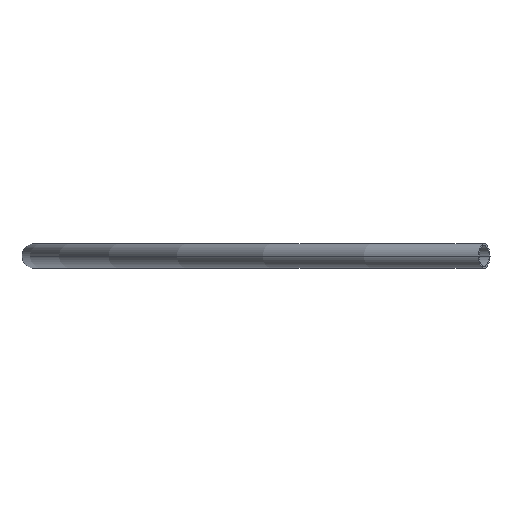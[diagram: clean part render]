
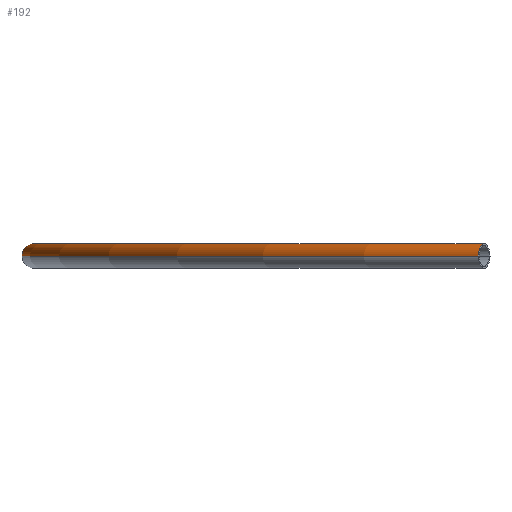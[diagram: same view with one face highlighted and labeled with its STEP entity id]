
A CAD part, front view. The second image highlights one B-rep face of the part: STEP entity #192.
In plain terms, the highlighted toroidal (fillet/blend) face has major radius 1700 mm and minor radius 24.15 mm.
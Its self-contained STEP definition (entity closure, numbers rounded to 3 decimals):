
#1 = CARTESIAN_POINT ( 'NONE',  ( 0., 0., 0. ) ) ;
#7 = CIRCLE ( 'NONE', #19, 1675.85 ) ;
#17 = FACE_OUTER_BOUND ( 'NONE', #95, .T. ) ;
#19 = AXIS2_PLACEMENT_3D ( 'NONE', #237, #43, #61 ) ;
#22 = DIRECTION ( 'NONE',  ( 0., 0., 1. ) ) ;
#40 = DIRECTION ( 'NONE',  ( 0.478, 0.878, 0. ) ) ;
#43 = DIRECTION ( 'NONE',  ( 0., 0., 1. ) ) ;
#54 = VERTEX_POINT ( 'NONE', #187 ) ;
#61 = DIRECTION ( 'NONE',  ( 1., 0., 0. ) ) ;
#63 = AXIS2_PLACEMENT_3D ( 'NONE', #85, #66, #239 ) ;
#64 = CIRCLE ( 'NONE', #131, 1724.15 ) ;
#66 = DIRECTION ( 'NONE',  ( 0., 0., 1. ) ) ;
#77 = ORIENTED_EDGE ( 'NONE', *, *, #212, .T. ) ;
#82 = CARTESIAN_POINT ( 'NONE',  ( -801.591, -1471.708, 0. ) ) ;
#84 = TOROIDAL_SURFACE ( 'NONE', #63, 1700., 24.15 ) ;
#85 = CARTESIAN_POINT ( 'NONE',  ( 0., 0., 0. ) ) ;
#90 = CIRCLE ( 'NONE', #206, 24.15 ) ;
#95 = EDGE_LOOP ( 'NONE', ( #77, #133, #235, #150 ) ) ;
#124 = CARTESIAN_POINT ( 'NONE',  ( -1342.67, 1002.851, 0. ) ) ;
#129 = EDGE_CURVE ( 'NONE', #248, #191, #90, .T. ) ;
#130 = CIRCLE ( 'NONE', #233, 24.15 ) ;
#131 = AXIS2_PLACEMENT_3D ( 'NONE', #1, #22, #178 ) ;
#133 = ORIENTED_EDGE ( 'NONE', *, *, #247, .T. ) ;
#150 = ORIENTED_EDGE ( 'NONE', *, *, #244, .F. ) ;
#159 = DIRECTION ( 'NONE',  ( 0.801, -0.598, 0. ) ) ;
#178 = DIRECTION ( 'NONE',  ( 1., 0., 0. ) ) ;
#187 = CARTESIAN_POINT ( 'NONE',  ( -1381.368, 1031.754, 0. ) ) ;
#191 = VERTEX_POINT ( 'NONE', #236 ) ;
#192 = ADVANCED_FACE ( 'NONE', ( #17 ), #84, .T. ) ;
#194 = DIRECTION ( 'NONE',  ( 0.878, -0.478, 0. ) ) ;
#206 = AXIS2_PLACEMENT_3D ( 'NONE', #221, #194, #40 ) ;
#211 = VERTEX_POINT ( 'NONE', #124 ) ;
#212 = EDGE_CURVE ( 'NONE', #211, #54, #130, .T. ) ;
#221 = CARTESIAN_POINT ( 'NONE',  ( -813.142, -1492.917, 0. ) ) ;
#222 = DIRECTION ( 'NONE',  ( -0.598, -0.801, 0. ) ) ;
#233 = AXIS2_PLACEMENT_3D ( 'NONE', #253, #222, #159 ) ;
#235 = ORIENTED_EDGE ( 'NONE', *, *, #129, .F. ) ;
#236 = CARTESIAN_POINT ( 'NONE',  ( -824.694, -1514.125, 0. ) ) ;
#237 = CARTESIAN_POINT ( 'NONE',  ( 0., 0., 0. ) ) ;
#239 = DIRECTION ( 'NONE',  ( 1., 0., 0. ) ) ;
#244 = EDGE_CURVE ( 'NONE', #211, #248, #7, .T. ) ;
#247 = EDGE_CURVE ( 'NONE', #54, #191, #64, .T. ) ;
#248 = VERTEX_POINT ( 'NONE', #82 ) ;
#253 = CARTESIAN_POINT ( 'NONE',  ( -1362.019, 1017.302, 0. ) ) ;
